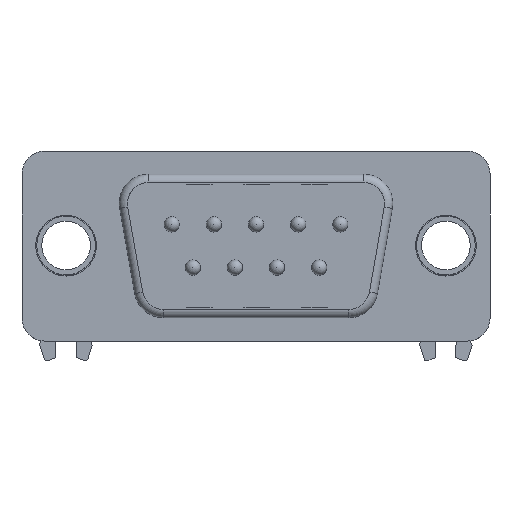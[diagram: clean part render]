
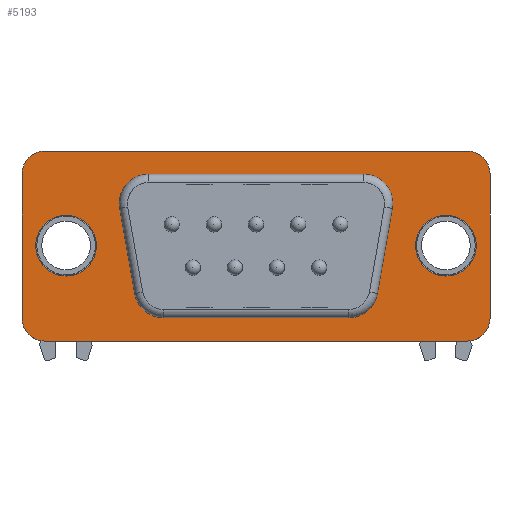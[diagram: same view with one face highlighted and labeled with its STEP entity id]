
A CAD part, top view. The second image highlights one B-rep face of the part: STEP entity #5193.
In plain terms, the highlighted planar face has unit normal (0, 0, 1).
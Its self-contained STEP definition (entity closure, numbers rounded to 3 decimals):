
#53=FACE_BOUND('',#569,.T.);
#54=FACE_BOUND('',#570,.T.);
#55=FACE_BOUND('',#571,.T.);
#267=FACE_OUTER_BOUND('',#568,.T.);
#568=EDGE_LOOP('',(#3973,#3974,#3975,#3976,#3977,#3978,#3979,#3980));
#569=EDGE_LOOP('',(#3981));
#570=EDGE_LOOP('',(#3982));
#571=EDGE_LOOP('',(#3983,#3984,#3985,#3986,#3987,#3988,#3989,#3990));
#749=CIRCLE('',#5554,1.5);
#750=CIRCLE('',#5555,1.5);
#751=CIRCLE('',#5556,1.5);
#752=CIRCLE('',#5557,1.5);
#753=CIRCLE('',#5558,2.);
#754=CIRCLE('',#5559,2.);
#755=CIRCLE('',#5560,1.92);
#756=CIRCLE('',#5561,1.92);
#757=CIRCLE('',#5562,1.92);
#758=CIRCLE('',#5563,1.92);
#1201=LINE('',#7979,#1776);
#1230=LINE('',#8049,#1805);
#1231=LINE('',#8053,#1806);
#1232=LINE('',#8057,#1807);
#1233=LINE('',#8062,#1808);
#1234=LINE('',#8072,#1809);
#1235=LINE('',#8076,#1810);
#1236=LINE('',#8080,#1811);
#1776=VECTOR('',#6510,9.5);
#1805=VECTOR('',#6567,5.685);
#1806=VECTOR('',#6570,9.5);
#1807=VECTOR('',#6573,27.8);
#1808=VECTOR('',#6578,27.8);
#1809=VECTOR('',#6587,5.686);
#1810=VECTOR('',#6590,14.163);
#1811=VECTOR('',#6595,12.195);
#2247=VERTEX_POINT('',#7977);
#2248=VERTEX_POINT('',#7978);
#2272=VERTEX_POINT('',#8042);
#2275=VERTEX_POINT('',#8047);
#2276=VERTEX_POINT('',#8051);
#2277=VERTEX_POINT('',#8052);
#2278=VERTEX_POINT('',#8054);
#2279=VERTEX_POINT('',#8056);
#2280=VERTEX_POINT('',#8059);
#2281=VERTEX_POINT('',#8061);
#2282=VERTEX_POINT('',#8064);
#2283=VERTEX_POINT('',#8066);
#2284=VERTEX_POINT('',#8068);
#2285=VERTEX_POINT('',#8069);
#2286=VERTEX_POINT('',#8071);
#2287=VERTEX_POINT('',#8073);
#2288=VERTEX_POINT('',#8075);
#2289=VERTEX_POINT('',#8078);
#2841=EDGE_CURVE('',#2247,#2248,#1201,.T.);
#2876=EDGE_CURVE('',#2275,#2272,#1230,.T.);
#2877=EDGE_CURVE('',#2276,#2277,#1231,.T.);
#2878=EDGE_CURVE('',#2277,#2278,#749,.T.);
#2879=EDGE_CURVE('',#2278,#2279,#1232,.T.);
#2880=EDGE_CURVE('',#2279,#2247,#750,.T.);
#2881=EDGE_CURVE('',#2248,#2280,#751,.T.);
#2882=EDGE_CURVE('',#2280,#2281,#1233,.T.);
#2883=EDGE_CURVE('',#2281,#2276,#752,.T.);
#2884=EDGE_CURVE('',#2282,#2282,#753,.T.);
#2885=EDGE_CURVE('',#2283,#2283,#754,.T.);
#2886=EDGE_CURVE('',#2284,#2285,#755,.T.);
#2887=EDGE_CURVE('',#2285,#2286,#1234,.T.);
#2888=EDGE_CURVE('',#2286,#2287,#756,.T.);
#2889=EDGE_CURVE('',#2287,#2288,#1235,.T.);
#2890=EDGE_CURVE('',#2288,#2272,#757,.T.);
#2891=EDGE_CURVE('',#2275,#2289,#758,.T.);
#2892=EDGE_CURVE('',#2289,#2284,#1236,.T.);
#3973=ORIENTED_EDGE('',*,*,#2877,.T.);
#3974=ORIENTED_EDGE('',*,*,#2878,.T.);
#3975=ORIENTED_EDGE('',*,*,#2879,.T.);
#3976=ORIENTED_EDGE('',*,*,#2880,.T.);
#3977=ORIENTED_EDGE('',*,*,#2841,.T.);
#3978=ORIENTED_EDGE('',*,*,#2881,.T.);
#3979=ORIENTED_EDGE('',*,*,#2882,.T.);
#3980=ORIENTED_EDGE('',*,*,#2883,.T.);
#3981=ORIENTED_EDGE('',*,*,#2884,.T.);
#3982=ORIENTED_EDGE('',*,*,#2885,.T.);
#3983=ORIENTED_EDGE('',*,*,#2886,.T.);
#3984=ORIENTED_EDGE('',*,*,#2887,.T.);
#3985=ORIENTED_EDGE('',*,*,#2888,.T.);
#3986=ORIENTED_EDGE('',*,*,#2889,.T.);
#3987=ORIENTED_EDGE('',*,*,#2890,.T.);
#3988=ORIENTED_EDGE('',*,*,#2876,.F.);
#3989=ORIENTED_EDGE('',*,*,#2891,.T.);
#3990=ORIENTED_EDGE('',*,*,#2892,.T.);
#4653=PLANE('',#5553);
#5193=ADVANCED_FACE('',(#267,#53,#54,#55),#4653,.T.);
#5553=AXIS2_PLACEMENT_3D('',#8050,#6568,#6569);
#5554=AXIS2_PLACEMENT_3D('',#8055,#6571,#6572);
#5555=AXIS2_PLACEMENT_3D('',#8058,#6574,#6575);
#5556=AXIS2_PLACEMENT_3D('',#8060,#6576,#6577);
#5557=AXIS2_PLACEMENT_3D('',#8063,#6579,#6580);
#5558=AXIS2_PLACEMENT_3D('',#8065,#6581,#6582);
#5559=AXIS2_PLACEMENT_3D('',#8067,#6583,#6584);
#5560=AXIS2_PLACEMENT_3D('',#8070,#6585,#6586);
#5561=AXIS2_PLACEMENT_3D('',#8074,#6588,#6589);
#5562=AXIS2_PLACEMENT_3D('',#8077,#6591,#6592);
#5563=AXIS2_PLACEMENT_3D('',#8079,#6593,#6594);
#6510=DIRECTION('',(0.,1.,0.));
#6567=DIRECTION('',(0.172,0.985,0.));
#6568=DIRECTION('center_axis',(0.,0.,
1.));
#6569=DIRECTION('ref_axis',(0.,1.,0.));
#6570=DIRECTION('',(0.,-1.,0.));
#6571=DIRECTION('center_axis',(0.,0.,
1.));
#6572=DIRECTION('ref_axis',(-1.,0.,0.));
#6573=DIRECTION('',(1.,0.,0.));
#6574=DIRECTION('center_axis',(0.,0.,
1.));
#6575=DIRECTION('ref_axis',(0.,-1.,0.));
#6576=DIRECTION('center_axis',(0.,0.,
1.));
#6577=DIRECTION('ref_axis',(1.,0.,0.));
#6578=DIRECTION('',(-1.,0.,0.));
#6579=DIRECTION('center_axis',(0.,0.,
1.));
#6580=DIRECTION('ref_axis',(0.,1.,0.));
#6581=DIRECTION('center_axis',(0.,0.,
-1.));
#6582=DIRECTION('ref_axis',(1.,0.,0.));
#6583=DIRECTION('center_axis',(0.,0.,
-1.));
#6584=DIRECTION('ref_axis',(1.,0.,0.));
#6585=DIRECTION('center_axis',(0.,0.,
-1.));
#6586=DIRECTION('ref_axis',(0.,-1.,0.));
#6587=DIRECTION('',(-0.174,0.985,0.));
#6588=DIRECTION('center_axis',(0.,0.,
-1.));
#6589=DIRECTION('ref_axis',(-0.985,-0.174,0.));
#6590=DIRECTION('',(1.,0.,0.));
#6591=DIRECTION('center_axis',(0.,0.,
-1.));
#6592=DIRECTION('ref_axis',(0.,1.,0.));
#6593=DIRECTION('center_axis',(0.,0.,
-1.));
#6594=DIRECTION('ref_axis',(0.985,-0.172,0.));
#6595=DIRECTION('',(-1.,0.,0.));
#7977=CARTESIAN_POINT('',(-1.247,-10.364,-0.6));
#7978=CARTESIAN_POINT('',(-1.247,-0.864,-0.6));
#7979=CARTESIAN_POINT('',(-1.247,-10.364,-0.6));
#8042=CARTESIAN_POINT('',(-7.675,-3.145,-0.6));
#8047=CARTESIAN_POINT('',(-8.655,-8.745,-0.6));
#8049=CARTESIAN_POINT('',(-8.655,-8.745,-0.6));
#8050=CARTESIAN_POINT('Origin',(-16.647,-5.614,-0.6));
#8051=CARTESIAN_POINT('',(-32.047,-0.864,-0.6));
#8052=CARTESIAN_POINT('',(-32.047,-10.364,-0.6));
#8053=CARTESIAN_POINT('',(-32.047,-0.864,-0.6));
#8054=CARTESIAN_POINT('',(-30.547,-11.864,-0.6));
#8055=CARTESIAN_POINT('Origin',(-30.547,-10.364,-0.6));
#8056=CARTESIAN_POINT('',(-2.747,-11.864,-0.6));
#8057=CARTESIAN_POINT('',(-30.547,-11.864,-0.6));
#8058=CARTESIAN_POINT('Origin',(-2.747,-10.364,-0.6));
#8059=CARTESIAN_POINT('',(-2.747,0.636,-0.6));
#8060=CARTESIAN_POINT('Origin',(-2.747,-0.864,-0.6));
#8061=CARTESIAN_POINT('',(-30.547,0.636,-0.6));
#8062=CARTESIAN_POINT('',(-2.747,0.636,-0.6));
#8063=CARTESIAN_POINT('Origin',(-30.547,-0.864,-0.6));
#8064=CARTESIAN_POINT('',(-6.147,-5.587,-0.6));
#8065=CARTESIAN_POINT('Origin',(-4.147,-5.587,-0.6));
#8066=CARTESIAN_POINT('',(-31.147,-5.587,-0.6));
#8067=CARTESIAN_POINT('Origin',(-29.147,-5.587,-0.6));
#8068=CARTESIAN_POINT('',(-22.742,-10.334,-0.6));
#8069=CARTESIAN_POINT('',(-24.632,-8.747,-0.6));
#8070=CARTESIAN_POINT('Origin',(-22.742,-8.414,-0.6));
#8071=CARTESIAN_POINT('',(-25.62,-3.147,-0.6));
#8072=CARTESIAN_POINT('',(-24.632,-8.747,-0.6));
#8073=CARTESIAN_POINT('',(-23.729,-0.894,-0.6));
#8074=CARTESIAN_POINT('Origin',(-23.729,-2.814,-0.6));
#8075=CARTESIAN_POINT('',(-9.566,-0.894,-0.6));
#8076=CARTESIAN_POINT('',(-23.729,-0.894,-0.6));
#8077=CARTESIAN_POINT('Origin',(-9.566,-2.814,-0.6));
#8078=CARTESIAN_POINT('',(-10.546,-10.334,-0.6));
#8079=CARTESIAN_POINT('Origin',(-10.546,-8.414,-0.6));
#8080=CARTESIAN_POINT('',(-10.546,-10.334,-0.6));
